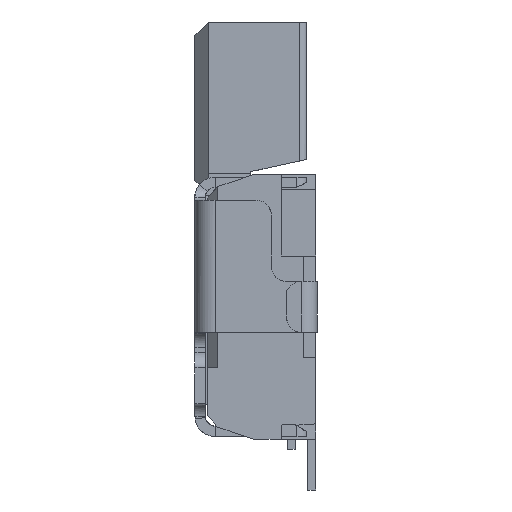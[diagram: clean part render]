
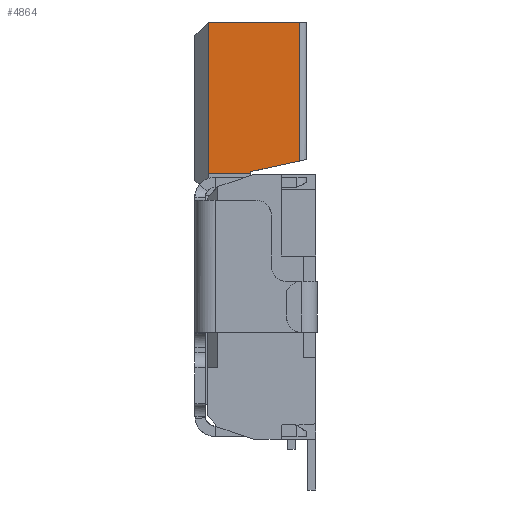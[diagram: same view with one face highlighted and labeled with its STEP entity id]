
A CAD part, left-side view. The second image highlights one B-rep face of the part: STEP entity #4864.
In plain terms, the highlighted planar face has unit normal (-1, 0, 0).
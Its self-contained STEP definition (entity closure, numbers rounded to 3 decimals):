
#4428 = VERTEX_POINT('',#4429);
#4429 = CARTESIAN_POINT('',(-2.35,0.635,1.41));
#4435 = EDGE_CURVE('',#4436,#4428,#4438,.T.);
#4436 = VERTEX_POINT('',#4437);
#4437 = CARTESIAN_POINT('',(-2.35,1.055,1.41));
#4438 = LINE('',#4439,#4440);
#4439 = CARTESIAN_POINT('',(-2.35,0.085,1.41));
#4440 = VECTOR('',#4441,1.);
#4441 = DIRECTION('',(0.,-1.,0.));
#4593 = EDGE_CURVE('',#4594,#4436,#4596,.T.);
#4594 = VERTEX_POINT('',#4595);
#4595 = CARTESIAN_POINT('',(-2.35,1.055,2.9));
#4596 = LINE('',#4597,#4598);
#4597 = CARTESIAN_POINT('',(-2.35,1.055,2.9));
#4598 = VECTOR('',#4599,1.);
#4599 = DIRECTION('',(0.,0.,-1.));
#4864 = ADVANCED_FACE('',(#4865),#4899,.T.);
#4865 = FACE_BOUND('',#4866,.T.);
#4866 = EDGE_LOOP('',(#4867,#4875,#4876,#4877,#4885,#4893));
#4867 = ORIENTED_EDGE('',*,*,#4868,.F.);
#4868 = EDGE_CURVE('',#4594,#4869,#4871,.T.);
#4869 = VERTEX_POINT('',#4870);
#4870 = CARTESIAN_POINT('',(-2.35,0.16,2.9));
#4871 = LINE('',#4872,#4873);
#4872 = CARTESIAN_POINT('',(-2.35,0.085,2.9));
#4873 = VECTOR('',#4874,1.);
#4874 = DIRECTION('',(0.,-1.,0.));
#4875 = ORIENTED_EDGE('',*,*,#4593,.T.);
#4876 = ORIENTED_EDGE('',*,*,#4435,.T.);
#4877 = ORIENTED_EDGE('',*,*,#4878,.T.);
#4878 = EDGE_CURVE('',#4428,#4879,#4881,.T.);
#4879 = VERTEX_POINT('',#4880);
#4880 = CARTESIAN_POINT('',(-2.35,0.635,1.43));
#4881 = LINE('',#4882,#4883);
#4882 = CARTESIAN_POINT('',(-2.35,0.635,2.9));
#4883 = VECTOR('',#4884,1.);
#4884 = DIRECTION('',(0.,0.,1.));
#4885 = ORIENTED_EDGE('',*,*,#4886,.T.);
#4886 = EDGE_CURVE('',#4879,#4887,#4889,.T.);
#4887 = VERTEX_POINT('',#4888);
#4888 = CARTESIAN_POINT('',(-2.35,0.16,1.534));
#4889 = LINE('',#4890,#4891);
#4890 = CARTESIAN_POINT('',(-2.35,0.635,1.43));
#4891 = VECTOR('',#4892,1.);
#4892 = DIRECTION('',(0.,-0.977,0.213)
  );
#4893 = ORIENTED_EDGE('',*,*,#4894,.F.);
#4894 = EDGE_CURVE('',#4869,#4887,#4895,.T.);
#4895 = LINE('',#4896,#4897);
#4896 = CARTESIAN_POINT('',(-2.35,0.16,2.9));
#4897 = VECTOR('',#4898,1.);
#4898 = DIRECTION('',(0.,0.,-1.));
#4899 = PLANE('',#4900);
#4900 = AXIS2_PLACEMENT_3D('',#4901,#4902,#4903);
#4901 = CARTESIAN_POINT('',(-2.35,0.085,2.9));
#4902 = DIRECTION('',(-1.,0.,0.));
#4903 = DIRECTION('',(0.,0.,1.));
